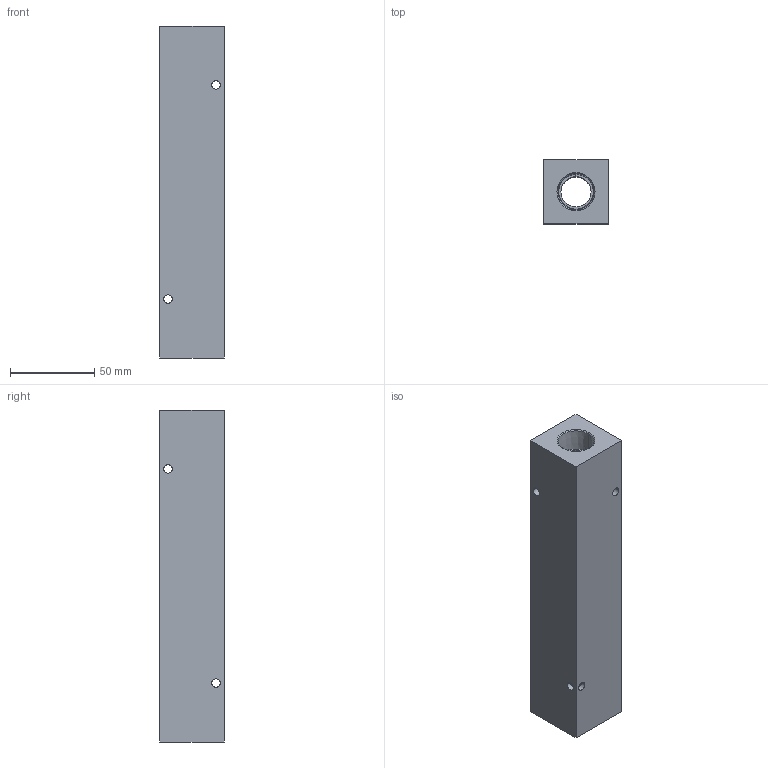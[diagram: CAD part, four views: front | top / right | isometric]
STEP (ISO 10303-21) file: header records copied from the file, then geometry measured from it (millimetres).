
FILE_DESCRIPTION (( 'STEP AP203' ), '1' );
FILE_NAME ('MRA-7ED.step', '2015-12-02T21:10:17', ( '' ), ( '' ), 'SwSTEP 2.0', 'SolidWorks 2015', '' );
FILE_SCHEMA (( 'CONFIG_CONTROL_DESIGN' ));
Length unit declared in the file: inch
Products named in the file (1): MRA-7ED
Bounding box: 38.1 x 38.1 x 196.85 mm (x, y, z)
Volume: 214037.4 mm3; surface area: 47214.4 mm2
Topology: 1 solids, 1 shells, 90 faces, 240 edges, 150 vertices
Faces by surface type: cone 36, cylinder 32, plane 22
Entity records: 3501 total; most frequent: CARTESIAN_POINT 1187, ORIENTED_EDGE 480, DIRECTION 452, EDGE_CURVE 240, AXIS2_PLACEMENT_3D 179, VERTEX_POINT 150, EDGE_LOOP 116, VECTOR 94
